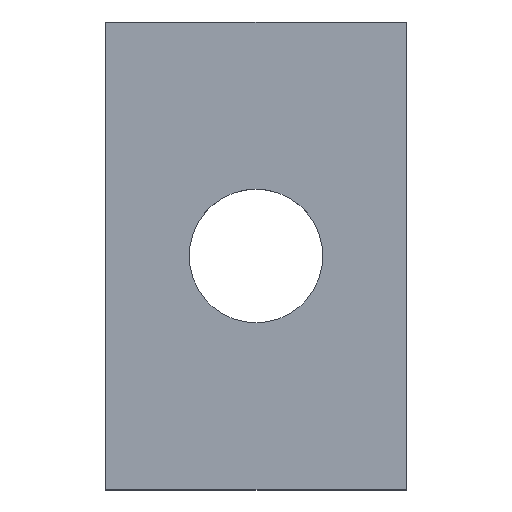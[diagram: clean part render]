
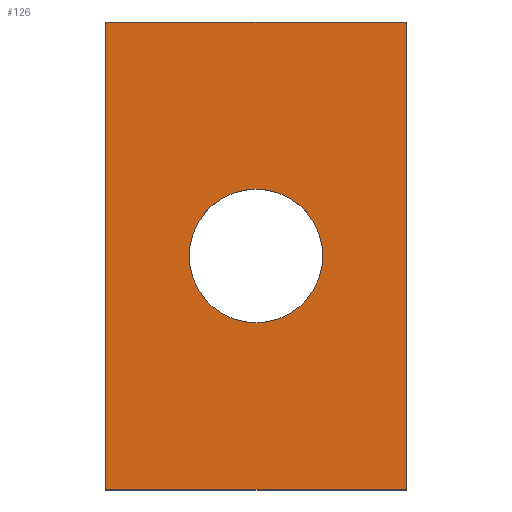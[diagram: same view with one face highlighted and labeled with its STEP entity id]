
A CAD part, top view. The second image highlights one B-rep face of the part: STEP entity #126.
In plain terms, the highlighted planar face has unit normal (0, 0, 1).
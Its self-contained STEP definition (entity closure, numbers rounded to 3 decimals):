
#2 = VECTOR ( 'NONE', #135, 1000. ) ;
#4 = AXIS2_PLACEMENT_3D ( 'NONE', #86, #85, #84 ) ;
#9 = LINE ( 'NONE', #147, #30 ) ;
#11 = ORIENTED_EDGE ( 'NONE', *, *, #228, .F. ) ;
#14 = CIRCLE ( 'NONE', #271, 2. ) ;
#16 = CARTESIAN_POINT ( 'NONE',  ( 6.5, 7., 2.5 ) ) ;
#24 = EDGE_LOOP ( 'NONE', ( #144, #264, #203, #89 ) ) ;
#30 = VECTOR ( 'NONE', #133, 1000. ) ;
#41 = LINE ( 'NONE', #195, #2 ) ;
#55 = VECTOR ( 'NONE', #157, 1000. ) ;
#57 = VERTEX_POINT ( 'NONE', #188 ) ;
#62 = EDGE_CURVE ( 'NONE', #71, #257, #41, .T. ) ;
#67 = VERTEX_POINT ( 'NONE', #155 ) ;
#71 = VERTEX_POINT ( 'NONE', #82 ) ;
#72 = CARTESIAN_POINT ( 'NONE',  ( 0., 0., 2.5 ) ) ;
#76 = ORIENTED_EDGE ( 'NONE', *, *, #240, .F. ) ;
#78 = EDGE_CURVE ( 'NONE', #57, #71, #232, .T. ) ;
#82 = CARTESIAN_POINT ( 'NONE',  ( 0., 14., 2.5 ) ) ;
#84 = DIRECTION ( 'NONE',  ( 1., 0., 0. ) ) ;
#85 = DIRECTION ( 'NONE',  ( 0., 0., 1. ) ) ;
#86 = CARTESIAN_POINT ( 'NONE',  ( 4.5, 7., 2.5 ) ) ;
#89 = ORIENTED_EDGE ( 'NONE', *, *, #78, .T. ) ;
#92 = VERTEX_POINT ( 'NONE', #132 ) ;
#96 = DIRECTION ( 'NONE',  ( 1., 0., 0. ) ) ;
#98 = DIRECTION ( 'NONE',  ( 0., 0., 1. ) ) ;
#99 = CARTESIAN_POINT ( 'NONE',  ( 4.5, 7., 2.5 ) ) ;
#101 = FACE_OUTER_BOUND ( 'NONE', #24, .T. ) ;
#103 = VERTEX_POINT ( 'NONE', #16 ) ;
#105 = DIRECTION ( 'NONE',  ( -1., 0., 0. ) ) ;
#122 = CARTESIAN_POINT ( 'NONE',  ( 0., 14., 2.5 ) ) ;
#126 = ADVANCED_FACE ( 'NONE', ( #101, #214 ), #229, .F. ) ;
#129 = LINE ( 'NONE', #139, #55 ) ;
#132 = CARTESIAN_POINT ( 'NONE',  ( 9., 0., 2.5 ) ) ;
#133 = DIRECTION ( 'NONE',  ( 1., 0., 0. ) ) ;
#135 = DIRECTION ( 'NONE',  ( 0., -1., 0. ) ) ;
#139 = CARTESIAN_POINT ( 'NONE',  ( 9., 0., 2.5 ) ) ;
#144 = ORIENTED_EDGE ( 'NONE', *, *, #62, .T. ) ;
#147 = CARTESIAN_POINT ( 'NONE',  ( 0., 0., 2.5 ) ) ;
#155 = CARTESIAN_POINT ( 'NONE',  ( 2.5, 7., 2.5 ) ) ;
#157 = DIRECTION ( 'NONE',  ( 0., 1., 0. ) ) ;
#168 = VECTOR ( 'NONE', #105, 1000. ) ;
#178 = EDGE_LOOP ( 'NONE', ( #11, #76 ) ) ;
#184 = CIRCLE ( 'NONE', #4, 2. ) ;
#188 = CARTESIAN_POINT ( 'NONE',  ( 9., 14., 2.5 ) ) ;
#195 = CARTESIAN_POINT ( 'NONE',  ( 0., 0., 2.5 ) ) ;
#203 = ORIENTED_EDGE ( 'NONE', *, *, #217, .T. ) ;
#213 = EDGE_CURVE ( 'NONE', #257, #92, #9, .T. ) ;
#214 = FACE_BOUND ( 'NONE', #178, .T. ) ;
#217 = EDGE_CURVE ( 'NONE', #92, #57, #129, .T. ) ;
#227 = DIRECTION ( 'NONE',  ( -1., 0., 0. ) ) ;
#228 = EDGE_CURVE ( 'NONE', #67, #103, #14, .T. ) ;
#229 = PLANE ( 'NONE',  #260 ) ;
#232 = LINE ( 'NONE', #122, #168 ) ;
#234 = CARTESIAN_POINT ( 'NONE',  ( 0., 14., 2.5 ) ) ;
#240 = EDGE_CURVE ( 'NONE', #103, #67, #184, .T. ) ;
#241 = DIRECTION ( 'NONE',  ( 0., 0., -1. ) ) ;
#257 = VERTEX_POINT ( 'NONE', #72 ) ;
#260 = AXIS2_PLACEMENT_3D ( 'NONE', #234, #241, #227 ) ;
#264 = ORIENTED_EDGE ( 'NONE', *, *, #213, .T. ) ;
#271 = AXIS2_PLACEMENT_3D ( 'NONE', #99, #98, #96 ) ;
